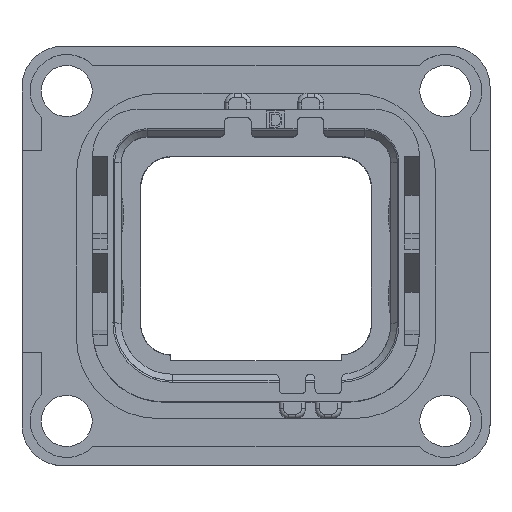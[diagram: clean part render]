
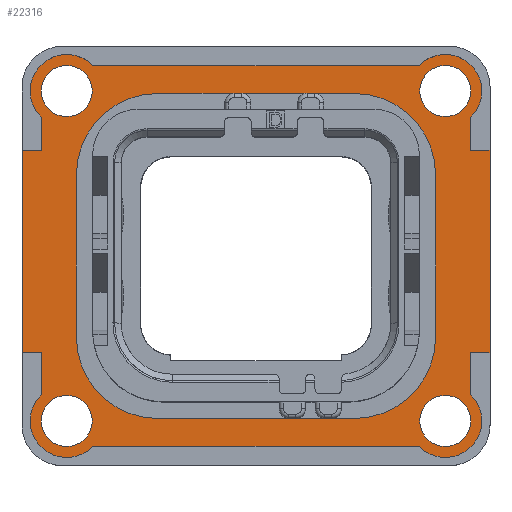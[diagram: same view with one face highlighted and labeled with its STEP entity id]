
A CAD part, top view. The second image highlights one B-rep face of the part: STEP entity #22316.
In plain terms, the highlighted planar face has unit normal (0, 0, 1).
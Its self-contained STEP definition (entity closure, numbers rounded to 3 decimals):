
#97=DIRECTION('',(0.,-1.,0.));
#98=VECTOR('',#97,12.45);
#99=CARTESIAN_POINT('',(-14.4,6.5,1.5));
#100=LINE('',#99,#98);
#160=CARTESIAN_POINT('',(-11.65,10.15,1.5));
#161=DIRECTION('',(0.,0.,1.));
#162=DIRECTION('',(0.716,0.698,0.));
#163=AXIS2_PLACEMENT_3D('',#160,#161,#162);
#173=CARTESIAN_POINT('',(11.65,10.15,1.5));
#174=DIRECTION('',(0.,0.,1.));
#175=DIRECTION('',(0.698,-0.716,0.));
#176=AXIS2_PLACEMENT_3D('',#173,#174,#175);
#183=DIRECTION('',(0.,1.,0.));
#184=VECTOR('',#183,2.588);
#185=CARTESIAN_POINT('',(13.22,-8.538,1.5));
#186=LINE('',#185,#184);
#187=DIRECTION('',(1.,0.,0.));
#188=VECTOR('',#187,20.077);
#189=CARTESIAN_POINT('',(-10.038,-11.72,1.5));
#190=LINE('',#189,#188);
#191=DIRECTION('',(0.,-1.,0.));
#192=VECTOR('',#191,2.588);
#193=CARTESIAN_POINT('',(-13.22,-5.95,1.5));
#194=LINE('',#193,#192);
#195=DIRECTION('',(1.,0.,0.));
#196=VECTOR('',#195,1.18);
#197=CARTESIAN_POINT('',(-14.4,-5.95,1.5));
#198=LINE('',#197,#196);
#199=DIRECTION('',(-1.,0.,0.));
#200=VECTOR('',#199,1.18);
#201=CARTESIAN_POINT('',(-13.22,6.5,1.5));
#202=LINE('',#201,#200);
#203=DIRECTION('',(0.,-1.,0.));
#204=VECTOR('',#203,2.038);
#205=CARTESIAN_POINT('',(-13.22,8.538,1.5));
#206=LINE('',#205,#204);
#207=DIRECTION('',(-1.,0.,0.));
#208=VECTOR('',#207,20.077);
#209=CARTESIAN_POINT('',(10.038,11.72,1.5));
#210=LINE('',#209,#208);
#211=DIRECTION('',(0.,1.,0.));
#212=VECTOR('',#211,2.038);
#213=CARTESIAN_POINT('',(13.22,6.5,1.5));
#214=LINE('',#213,#212);
#215=DIRECTION('',(-1.,0.,0.));
#216=VECTOR('',#215,1.18);
#217=CARTESIAN_POINT('',(14.4,6.5,1.5));
#218=LINE('',#217,#216);
#219=DIRECTION('',(1.,0.,0.));
#220=VECTOR('',#219,1.18);
#221=CARTESIAN_POINT('',(13.22,-5.95,1.5));
#222=LINE('',#221,#220);
#223=CARTESIAN_POINT('',(11.65,-10.15,1.5));
#224=DIRECTION('',(0.,0.,1.));
#225=DIRECTION('',(-1.,0.,0.));
#226=AXIS2_PLACEMENT_3D('',#223,#224,#225);
#228=CARTESIAN_POINT('',(-11.65,-10.15,1.5));
#229=DIRECTION('',(0.,0.,1.));
#230=DIRECTION('',(-1.,0.,0.));
#231=AXIS2_PLACEMENT_3D('',#228,#229,#230);
#233=CARTESIAN_POINT('',(-11.65,10.15,1.5));
#234=DIRECTION('',(0.,0.,1.));
#235=DIRECTION('',(1.,0.,0.));
#236=AXIS2_PLACEMENT_3D('',#233,#234,#235);
#238=CARTESIAN_POINT('',(11.65,10.15,1.5));
#239=DIRECTION('',(0.,0.,1.));
#240=DIRECTION('',(1.,0.,0.));
#241=AXIS2_PLACEMENT_3D('',#238,#239,#240);
#243=CARTESIAN_POINT('',(6.05,5.,1.5));
#244=DIRECTION('',(0.,0.,-1.));
#245=DIRECTION('',(0.,1.,0.));
#246=AXIS2_PLACEMENT_3D('',#243,#244,#245);
#248=DIRECTION('',(1.,0.,0.));
#249=VECTOR('',#248,12.1);
#250=CARTESIAN_POINT('',(-6.05,10.,1.5));
#251=LINE('',#250,#249);
#252=CARTESIAN_POINT('',(-6.05,5.,1.5));
#253=DIRECTION('',(0.,0.,-1.));
#254=DIRECTION('',(-1.,0.,0.));
#255=AXIS2_PLACEMENT_3D('',#252,#253,#254);
#257=DIRECTION('',(0.,1.,0.));
#258=VECTOR('',#257,10.);
#259=CARTESIAN_POINT('',(-11.05,-5.,1.5));
#260=LINE('',#259,#258);
#261=CARTESIAN_POINT('',(-6.05,-5.,1.5));
#262=DIRECTION('',(0.,0.,-1.));
#263=DIRECTION('',(0.,-1.,0.));
#264=AXIS2_PLACEMENT_3D('',#261,#262,#263);
#266=DIRECTION('',(-1.,0.,0.));
#267=VECTOR('',#266,12.1);
#268=CARTESIAN_POINT('',(6.05,-10.,1.5));
#269=LINE('',#268,#267);
#270=CARTESIAN_POINT('',(6.05,-5.,1.5));
#271=DIRECTION('',(0.,0.,-1.));
#272=DIRECTION('',(1.,0.,0.));
#273=AXIS2_PLACEMENT_3D('',#270,#271,#272);
#275=DIRECTION('',(0.,-1.,0.));
#276=VECTOR('',#275,10.);
#277=CARTESIAN_POINT('',(11.05,5.,1.5));
#278=LINE('',#277,#276);
#283=CARTESIAN_POINT('',(11.65,-10.15,1.5));
#284=DIRECTION('',(0.,0.,1.));
#285=DIRECTION('',(-0.716,-0.698,0.));
#286=AXIS2_PLACEMENT_3D('',#283,#284,#285);
#340=CARTESIAN_POINT('',(-11.65,-10.15,1.5));
#341=DIRECTION('',(0.,0.,1.));
#342=DIRECTION('',(-0.698,0.716,0.));
#343=AXIS2_PLACEMENT_3D('',#340,#341,#342);
#369=DIRECTION('',(0.,1.,0.));
#370=VECTOR('',#369,12.45);
#371=CARTESIAN_POINT('',(14.4,-5.95,1.5));
#372=LINE('',#371,#370);
#425=CARTESIAN_POINT('',(11.65,-10.15,1.5));
#426=DIRECTION('',(0.,0.,1.));
#427=DIRECTION('',(1.,0.,0.));
#428=AXIS2_PLACEMENT_3D('',#425,#426,#427);
#430=CARTESIAN_POINT('',(-11.65,-10.15,1.5));
#431=DIRECTION('',(0.,0.,1.));
#432=DIRECTION('',(1.,0.,0.));
#433=AXIS2_PLACEMENT_3D('',#430,#431,#432);
#451=CARTESIAN_POINT('',(-11.65,10.15,1.5));
#452=DIRECTION('',(0.,0.,1.));
#453=DIRECTION('',(-1.,0.,0.));
#454=AXIS2_PLACEMENT_3D('',#451,#452,#453);
#456=CARTESIAN_POINT('',(11.65,10.15,1.5));
#457=DIRECTION('',(0.,0.,1.));
#458=DIRECTION('',(-1.,0.,0.));
#459=AXIS2_PLACEMENT_3D('',#456,#457,#458);
#19428=CARTESIAN_POINT('',(-6.05,10.,1.5));
#19429=CARTESIAN_POINT('',(6.05,10.,1.5));
#19430=VERTEX_POINT('',#19428);
#19431=VERTEX_POINT('',#19429);
#19432=CARTESIAN_POINT('',(11.05,-5.,1.5));
#19433=CARTESIAN_POINT('',(6.05,-10.,1.5));
#19434=VERTEX_POINT('',#19432);
#19435=VERTEX_POINT('',#19433);
#19436=CARTESIAN_POINT('',(11.05,5.,1.5));
#19437=VERTEX_POINT('',#19436);
#19438=CARTESIAN_POINT('',(-11.05,5.,1.5));
#19439=VERTEX_POINT('',#19438);
#19440=CARTESIAN_POINT('',(-11.05,-5.,1.5));
#19441=VERTEX_POINT('',#19440);
#19442=CARTESIAN_POINT('',(-6.05,-10.,1.5));
#19443=VERTEX_POINT('',#19442);
#19474=CARTESIAN_POINT('',(14.4,-5.95,1.5));
#19475=CARTESIAN_POINT('',(14.4,6.5,1.5));
#19476=VERTEX_POINT('',#19474);
#19477=VERTEX_POINT('',#19475);
#19478=CARTESIAN_POINT('',(-14.4,6.5,1.5));
#19479=CARTESIAN_POINT('',(-14.4,-5.95,1.5));
#19480=VERTEX_POINT('',#19478);
#19481=VERTEX_POINT('',#19479);
#19482=CARTESIAN_POINT('',(10.08,10.15,1.5));
#19483=VERTEX_POINT('',#19482);
#19484=CARTESIAN_POINT('',(-10.08,10.15,1.5));
#19485=VERTEX_POINT('',#19484);
#19486=CARTESIAN_POINT('',(-10.08,-10.15,1.5));
#19487=VERTEX_POINT('',#19486);
#19488=CARTESIAN_POINT('',(10.08,-10.15,1.5));
#19489=VERTEX_POINT('',#19488);
#19490=CARTESIAN_POINT('',(-13.22,6.5,1.5));
#19491=VERTEX_POINT('',#19490);
#19492=CARTESIAN_POINT('',(13.22,6.5,1.5));
#19493=VERTEX_POINT('',#19492);
#19494=CARTESIAN_POINT('',(-13.22,-5.95,1.5));
#19495=VERTEX_POINT('',#19494);
#19810=CARTESIAN_POINT('',(13.22,-5.95,1.5));
#19811=VERTEX_POINT('',#19810);
#20137=CARTESIAN_POINT('',(13.22,8.538,1.5));
#20139=VERTEX_POINT('',#20137);
#20141=CARTESIAN_POINT('',(-10.038,-11.72,1.5));
#20143=VERTEX_POINT('',#20141);
#20145=CARTESIAN_POINT('',(10.038,-11.72,1.5));
#20147=VERTEX_POINT('',#20145);
#20149=CARTESIAN_POINT('',(-13.22,-8.538,1.5));
#20151=VERTEX_POINT('',#20149);
#20153=CARTESIAN_POINT('',(-10.038,11.72,1.5));
#20155=VERTEX_POINT('',#20153);
#20157=CARTESIAN_POINT('',(10.038,11.72,1.5));
#20159=VERTEX_POINT('',#20157);
#20161=CARTESIAN_POINT('',(-13.22,8.538,1.5));
#20163=VERTEX_POINT('',#20161);
#20165=CARTESIAN_POINT('',(13.22,-8.538,1.5));
#20167=VERTEX_POINT('',#20165);
#20169=CARTESIAN_POINT('',(13.22,10.15,1.5));
#20170=VERTEX_POINT('',#20169);
#20171=CARTESIAN_POINT('',(-13.22,10.15,1.5));
#20172=VERTEX_POINT('',#20171);
#20173=CARTESIAN_POINT('',(-13.22,-10.15,1.5));
#20174=VERTEX_POINT('',#20173);
#20175=CARTESIAN_POINT('',(13.22,-10.15,1.5));
#20176=VERTEX_POINT('',#20175);
#22239=CARTESIAN_POINT('',(0.,0.,1.5));
#22240=DIRECTION('',(0.,0.,1.));
#22241=DIRECTION('',(1.,0.,0.));
#22242=AXIS2_PLACEMENT_3D('',#22239,#22240,#22241);
#22243=PLANE('',#22242);
#22245=ORIENTED_EDGE('',*,*,#22244,.F.);
#22247=ORIENTED_EDGE('',*,*,#22246,.F.);
#22249=ORIENTED_EDGE('',*,*,#22248,.F.);
#22251=ORIENTED_EDGE('',*,*,#22250,.F.);
#22253=ORIENTED_EDGE('',*,*,#22252,.F.);
#22255=ORIENTED_EDGE('',*,*,#22254,.F.);
#22256=ORIENTED_EDGE('',*,*,#22152,.F.);
#22258=ORIENTED_EDGE('',*,*,#22257,.F.);
#22260=ORIENTED_EDGE('',*,*,#22259,.F.);
#22261=ORIENTED_EDGE('',*,*,#22204,.F.);
#22262=ORIENTED_EDGE('',*,*,#22220,.F.);
#22263=ORIENTED_EDGE('',*,*,#22230,.F.);
#22265=ORIENTED_EDGE('',*,*,#22264,.F.);
#22267=ORIENTED_EDGE('',*,*,#22266,.F.);
#22269=ORIENTED_EDGE('',*,*,#22268,.F.);
#22271=ORIENTED_EDGE('',*,*,#22270,.F.);
#22272=EDGE_LOOP('',(#22245,#22247,#22249,#22251,#22253,#22255,#22256,#22258,
#22260,#22261,#22262,#22263,#22265,#22267,#22269,#22271));
#22273=FACE_OUTER_BOUND('',#22272,.F.);
#22275=ORIENTED_EDGE('',*,*,#22274,.T.);
#22277=ORIENTED_EDGE('',*,*,#22276,.T.);
#22278=EDGE_LOOP('',(#22275,#22277));
#22279=FACE_BOUND('',#22278,.F.);
#22281=ORIENTED_EDGE('',*,*,#22280,.T.);
#22283=ORIENTED_EDGE('',*,*,#22282,.T.);
#22284=EDGE_LOOP('',(#22281,#22283));
#22285=FACE_BOUND('',#22284,.F.);
#22287=ORIENTED_EDGE('',*,*,#22286,.T.);
#22289=ORIENTED_EDGE('',*,*,#22288,.T.);
#22290=EDGE_LOOP('',(#22287,#22289));
#22291=FACE_BOUND('',#22290,.F.);
#22293=ORIENTED_EDGE('',*,*,#22292,.T.);
#22295=ORIENTED_EDGE('',*,*,#22294,.T.);
#22296=EDGE_LOOP('',(#22293,#22295));
#22297=FACE_BOUND('',#22296,.F.);
#22299=ORIENTED_EDGE('',*,*,#22298,.F.);
#22301=ORIENTED_EDGE('',*,*,#22300,.F.);
#22303=ORIENTED_EDGE('',*,*,#22302,.F.);
#22305=ORIENTED_EDGE('',*,*,#22304,.F.);
#22307=ORIENTED_EDGE('',*,*,#22306,.F.);
#22309=ORIENTED_EDGE('',*,*,#22308,.F.);
#22311=ORIENTED_EDGE('',*,*,#22310,.F.);
#22313=ORIENTED_EDGE('',*,*,#22312,.F.);
#22314=EDGE_LOOP('',(#22299,#22301,#22303,#22305,#22307,#22309,#22311,#22313));
#22315=FACE_BOUND('',#22314,.F.);
#22316=ADVANCED_FACE('',(#22273,#22279,#22285,#22291,#22297,#22315),#22243,.T.);
#164=CIRCLE('',#163,2.25);
#177=CIRCLE('',#176,2.25);
#227=CIRCLE('',#226,1.57);
#232=CIRCLE('',#231,1.57);
#237=CIRCLE('',#236,1.57);
#242=CIRCLE('',#241,1.57);
#247=CIRCLE('',#246,5.);
#256=CIRCLE('',#255,5.);
#265=CIRCLE('',#264,5.);
#274=CIRCLE('',#273,5.);
#287=CIRCLE('',#286,2.25);
#344=CIRCLE('',#343,2.25);
#429=CIRCLE('',#428,1.57);
#434=CIRCLE('',#433,1.57);
#455=CIRCLE('',#454,1.57);
#460=CIRCLE('',#459,1.57);
#22152=EDGE_CURVE('',#19480,#19481,#100,.T.);
#22204=EDGE_CURVE('',#20155,#20163,#164,.T.);
#22220=EDGE_CURVE('',#20159,#20155,#210,.T.);
#22230=EDGE_CURVE('',#20139,#20159,#177,.T.);
#22244=EDGE_CURVE('',#20167,#19811,#186,.T.);
#22246=EDGE_CURVE('',#20147,#20167,#287,.T.);
#22248=EDGE_CURVE('',#20143,#20147,#190,.T.);
#22250=EDGE_CURVE('',#20151,#20143,#344,.T.);
#22252=EDGE_CURVE('',#19495,#20151,#194,.T.);
#22254=EDGE_CURVE('',#19481,#19495,#198,.T.);
#22257=EDGE_CURVE('',#19491,#19480,#202,.T.);
#22259=EDGE_CURVE('',#20163,#19491,#206,.T.);
#22264=EDGE_CURVE('',#19493,#20139,#214,.T.);
#22266=EDGE_CURVE('',#19477,#19493,#218,.T.);
#22268=EDGE_CURVE('',#19476,#19477,#372,.T.);
#22270=EDGE_CURVE('',#19811,#19476,#222,.T.);
#22274=EDGE_CURVE('',#19489,#20176,#227,.T.);
#22276=EDGE_CURVE('',#20176,#19489,#429,.T.);
#22280=EDGE_CURVE('',#19487,#20174,#434,.T.);
#22282=EDGE_CURVE('',#20174,#19487,#232,.T.);
#22286=EDGE_CURVE('',#19485,#20172,#237,.T.);
#22288=EDGE_CURVE('',#20172,#19485,#455,.T.);
#22292=EDGE_CURVE('',#19483,#20170,#460,.T.);
#22294=EDGE_CURVE('',#20170,#19483,#242,.T.);
#22298=EDGE_CURVE('',#19431,#19437,#247,.T.);
#22300=EDGE_CURVE('',#19430,#19431,#251,.T.);
#22302=EDGE_CURVE('',#19439,#19430,#256,.T.);
#22304=EDGE_CURVE('',#19441,#19439,#260,.T.);
#22306=EDGE_CURVE('',#19443,#19441,#265,.T.);
#22308=EDGE_CURVE('',#19435,#19443,#269,.T.);
#22310=EDGE_CURVE('',#19434,#19435,#274,.T.);
#22312=EDGE_CURVE('',#19437,#19434,#278,.T.);
